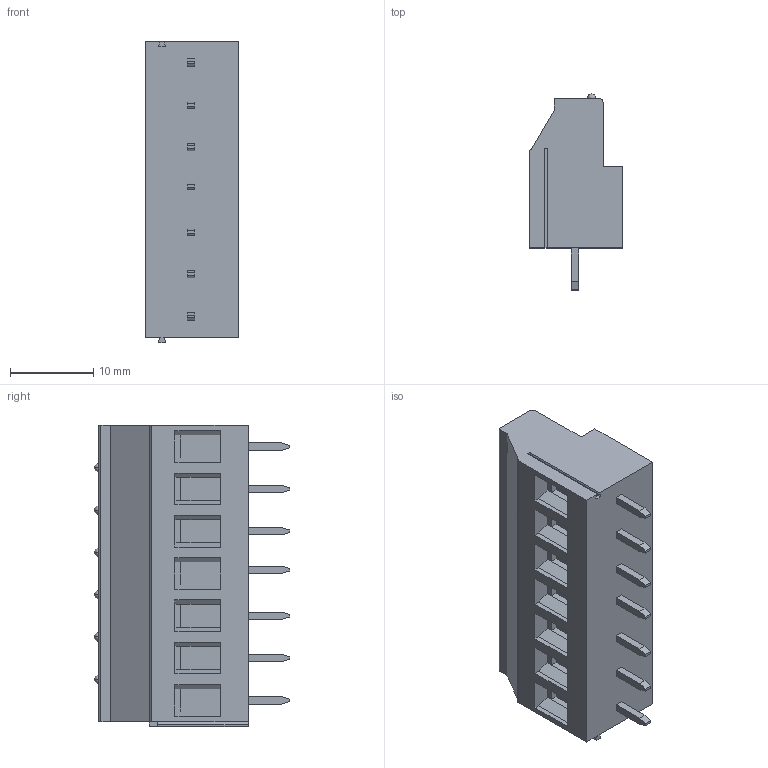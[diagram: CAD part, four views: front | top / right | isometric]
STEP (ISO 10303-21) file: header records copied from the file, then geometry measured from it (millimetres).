
FILE_DESCRIPTION((''),'2;1');
FILE_NAME('PRT0050','2024-11-06T',('yanfa'),(''),'PRO/ENGINEER BY PARAMETRIC TECHNOLOGY CORPORATION, 2009280','PRO/ENGINEER BY PARAMETRIC TECHNOLOGY CORPORATION, 2009280','');
FILE_SCHEMA(('AUTOMOTIVE_DESIGN_CC2 { 1 2 10303 214 -1 1 5 2 }'));
Length unit declared in the file: millimetre
Products named in the file (1): PRT0050
Bounding box: 11.2 x 23.5 x 36.16 mm (x, y, z)
Volume: 5544.7 mm3; surface area: 3137.3 mm2
Topology: 1 solids, 1 shells, 258 faces, 689 edges, 448 vertices
Faces by surface type: plane 197, cylinder 35, torus 14, sphere 12
Entity records: 8060 total; most frequent: CARTESIAN_POINT 1565, ORIENTED_EDGE 1354, DIRECTION 1301, EDGE_CURVE 677, VECTOR 513, LINE 513, VERTEX_POINT 448, AXIS2_PLACEMENT_3D 394
